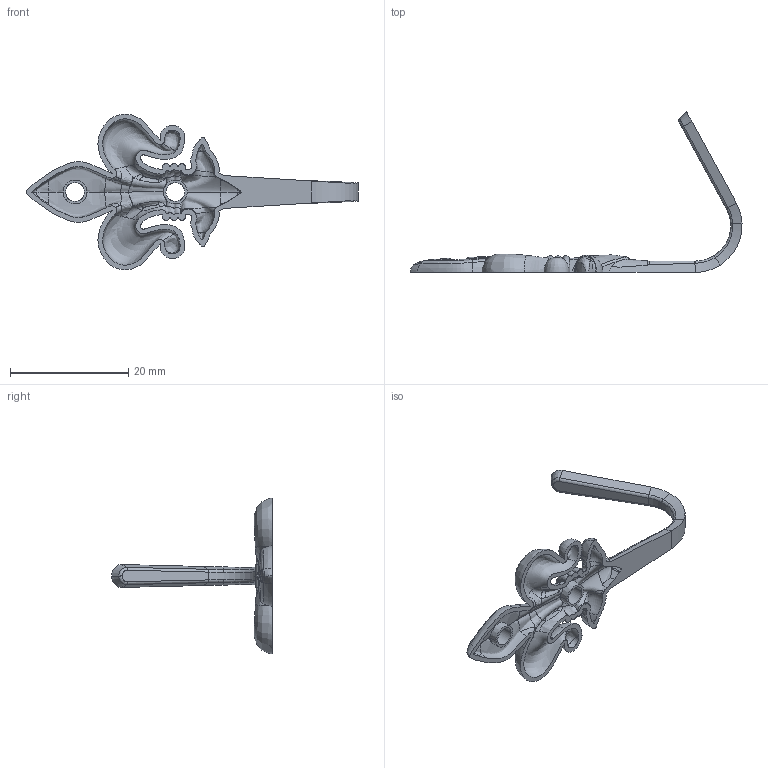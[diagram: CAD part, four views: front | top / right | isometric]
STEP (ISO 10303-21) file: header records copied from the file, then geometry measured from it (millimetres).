
FILE_DESCRIPTION(('Creo Elements/Direct Modeling STEP Export'),'2;1');
FILE_NAME('579-55.stp','2018-05-07T10:54:01',(''),(''),'Creo Elements/Direct Modeling STEP processor for AP214 (Solid Model)','Creo Elements/Direct Modeling 20.0 12-Nov-2016 (C) Parametric Technology GmbH','');
FILE_SCHEMA(('AUTOMOTIVE_DESIGN { 1 0 10303 214 1 1 1 1 }'));
Products named in the file (1): 579-55
Bounding box: 56.25 x 27.28 x 26.41 mm (x, y, z)
Volume: 820.8 mm3; surface area: 2010.2 mm2
Topology: 1 solids, 1 shells, 284 faces, 826 edges, 539 vertices
Faces by surface type: bspline 228, plane 27, cylinder 17, cone 6, revolution 6
Entity records: 128520 total; most frequent: CARTESIAN_POINT 122945, ORIENTED_EDGE 1644, EDGE_CURVE 822, B_SPLINE_CURVE_WITH_KNOTS 625, VERTEX_POINT 539, DIRECTION 398, EDGE_LOOP 287, FACE_OUTER_BOUND 284
